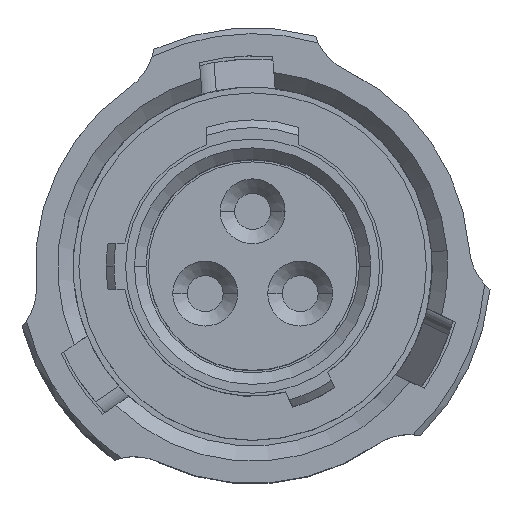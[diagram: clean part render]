
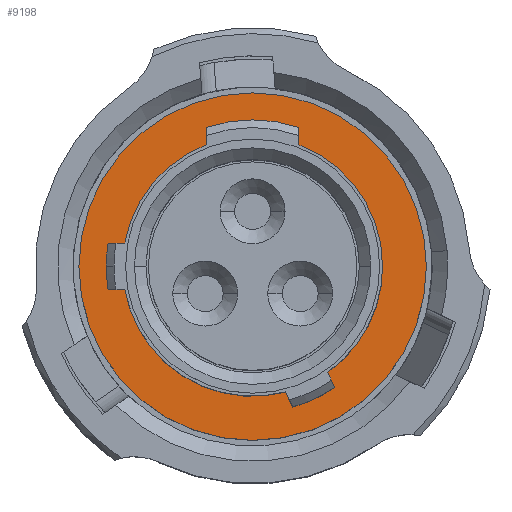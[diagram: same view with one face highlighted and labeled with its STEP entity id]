
A CAD part, top view. The second image highlights one B-rep face of the part: STEP entity #9198.
In plain terms, the highlighted planar face has unit normal (0, 0, 1).
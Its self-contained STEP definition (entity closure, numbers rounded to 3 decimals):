
#574 = VERTEX_POINT ( 'NONE', #7553 ) ;
#1317 = DIRECTION ( 'NONE',  ( 0., 0., 1. ) ) ;
#1328 = DIRECTION ( 'NONE',  ( 0., 0., 1. ) ) ;
#1351 = EDGE_CURVE ( 'NONE', #7279, #9229, #4811, .T. ) ;
#1543 = DIRECTION ( 'NONE',  ( 1., 0., 0. ) ) ;
#1623 = EDGE_CURVE ( 'NONE', #9229, #7279, #14831, .T. ) ;
#2320 = AXIS2_PLACEMENT_3D ( 'NONE', #8226, #1328, #9349 ) ;
#2595 = EDGE_CURVE ( 'NONE', #574, #14200, #8243, .T. ) ;
#3240 = CARTESIAN_POINT ( 'NONE',  ( 3.29, 0., -6.6 ) ) ;
#3307 = ORIENTED_EDGE ( 'NONE', *, *, #1623, .T. ) ;
#3382 = FACE_BOUND ( 'NONE', #11151, .T. ) ;
#4556 = AXIS2_PLACEMENT_3D ( 'NONE', #12111, #5269, #13284 ) ;
#4811 = CIRCLE ( 'NONE', #6760, 4.5 ) ;
#5258 = ORIENTED_EDGE ( 'NONE', *, *, #7306, .F. ) ;
#5269 = DIRECTION ( 'NONE',  ( 0., 0., -1. ) ) ;
#6017 = CARTESIAN_POINT ( 'NONE',  ( 0., 0., -6.6 ) ) ;
#6760 = AXIS2_PLACEMENT_3D ( 'NONE', #8744, #1317, #1543 ) ;
#7170 = DIRECTION ( 'NONE',  ( 1., 0., 0. ) ) ;
#7279 = VERTEX_POINT ( 'NONE', #11506 ) ;
#7306 = EDGE_CURVE ( 'NONE', #14200, #574, #11866, .T. ) ;
#7553 = CARTESIAN_POINT ( 'NONE',  ( -3.29, 0., -6.6 ) ) ;
#7575 = CARTESIAN_POINT ( 'NONE',  ( -4.5, 0., -6.6 ) ) ;
#8226 = CARTESIAN_POINT ( 'NONE',  ( 0., 0., -6.6 ) ) ;
#8243 = CIRCLE ( 'NONE', #10169, 3.29 ) ;
#8744 = CARTESIAN_POINT ( 'NONE',  ( 0., 0., -6.6 ) ) ;
#9125 = FACE_OUTER_BOUND ( 'NONE', #14301, .T. ) ;
#9198 = ADVANCED_FACE ( 'NONE', ( #3382, #9125 ), #14366, .F. ) ;
#9229 = VERTEX_POINT ( 'NONE', #7575 ) ;
#9349 = DIRECTION ( 'NONE',  ( 1., 0., 0. ) ) ;
#9862 = AXIS2_PLACEMENT_3D ( 'NONE', #10805, #10760, #10573 ) ;
#10169 = AXIS2_PLACEMENT_3D ( 'NONE', #6017, #14008, #7170 ) ;
#10274 = ORIENTED_EDGE ( 'NONE', *, *, #2595, .F. ) ;
#10573 = DIRECTION ( 'NONE',  ( 1., 0., 0. ) ) ;
#10760 = DIRECTION ( 'NONE',  ( 0., 0., 1. ) ) ;
#10805 = CARTESIAN_POINT ( 'NONE',  ( 0., 0., -6.6 ) ) ;
#11151 = EDGE_LOOP ( 'NONE', ( #5258, #10274 ) ) ;
#11506 = CARTESIAN_POINT ( 'NONE',  ( 4.5, 0., -6.6 ) ) ;
#11600 = ORIENTED_EDGE ( 'NONE', *, *, #1351, .T. ) ;
#11866 = CIRCLE ( 'NONE', #2320, 3.29 ) ;
#12111 = CARTESIAN_POINT ( 'NONE',  ( 0., 3.29, -6.6 ) ) ;
#13284 = DIRECTION ( 'NONE',  ( -1., 0., 0. ) ) ;
#14008 = DIRECTION ( 'NONE',  ( 0., 0., 1. ) ) ;
#14200 = VERTEX_POINT ( 'NONE', #3240 ) ;
#14301 = EDGE_LOOP ( 'NONE', ( #11600, #3307 ) ) ;
#14366 = PLANE ( 'NONE',  #4556 ) ;
#14831 = CIRCLE ( 'NONE', #9862, 4.5 ) ;
